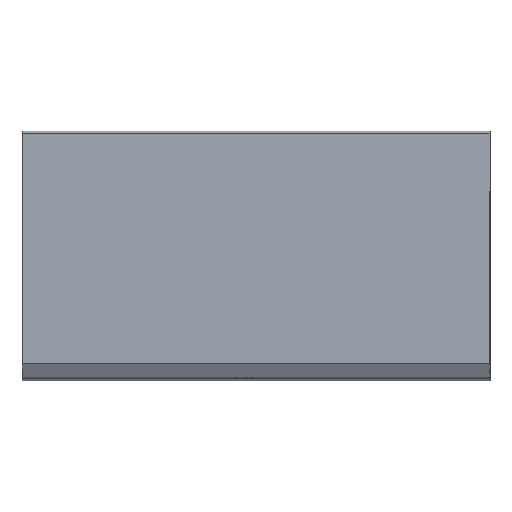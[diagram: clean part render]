
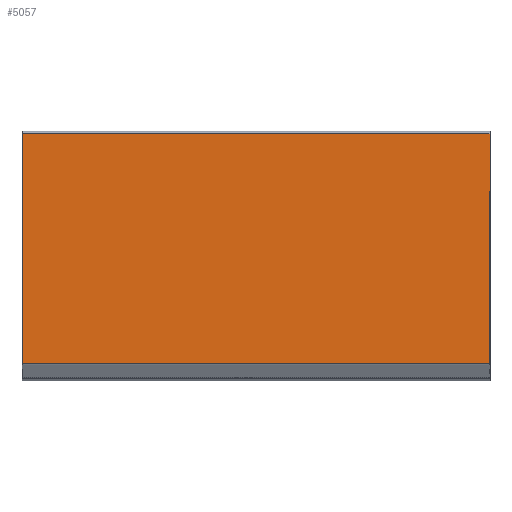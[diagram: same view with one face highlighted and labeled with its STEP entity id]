
A CAD part, top view. The second image highlights one B-rep face of the part: STEP entity #5057.
In plain terms, the highlighted planar face has unit normal (0, 0, 1).
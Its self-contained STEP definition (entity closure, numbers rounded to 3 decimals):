
#84 = LINE ( 'NONE', #1945, #1293 ) ;
#507 = CARTESIAN_POINT ( 'NONE',  ( -303., 148.225, 1.2 ) ) ;
#615 = EDGE_CURVE ( 'NONE', #3020, #5775, #1466, .T. ) ;
#762 = CARTESIAN_POINT ( 'NONE',  ( 303., 150.1, 1.2 ) ) ;
#913 = VECTOR ( 'NONE', #1866, 1000. ) ;
#974 = CARTESIAN_POINT ( 'NONE',  ( 303., -149.598, 1.2 ) ) ;
#1072 = ORIENTED_EDGE ( 'NONE', *, *, #2424, .T. ) ;
#1227 = PLANE ( 'NONE',  #4565 ) ;
#1293 = VECTOR ( 'NONE', #4209, 1000. ) ;
#1466 = LINE ( 'NONE', #3691, #913 ) ;
#1585 = DIRECTION ( 'NONE',  ( -1., 0., 0. ) ) ;
#1821 = EDGE_CURVE ( 'NONE', #4396, #3020, #2432, .T. ) ;
#1835 = FACE_OUTER_BOUND ( 'NONE', #5187, .T. ) ;
#1865 = VECTOR ( 'NONE', #3021, 1000. ) ;
#1866 = DIRECTION ( 'NONE',  ( 0., 1., 0. ) ) ;
#1945 = CARTESIAN_POINT ( 'NONE',  ( 303., 148.225, 1.2 ) ) ;
#2098 = CARTESIAN_POINT ( 'NONE',  ( -303., -149.598, 1.2 ) ) ;
#2424 = EDGE_CURVE ( 'NONE', #4028, #4396, #5523, .T. ) ;
#2432 = LINE ( 'NONE', #3426, #1865 ) ;
#2602 = ORIENTED_EDGE ( 'NONE', *, *, #1821, .T. ) ;
#2959 = CARTESIAN_POINT ( 'NONE',  ( 303., 148.225, 1.2 ) ) ;
#2997 = CARTESIAN_POINT ( 'NONE',  ( -303., -150.1, 1.2 ) ) ;
#3020 = VERTEX_POINT ( 'NONE', #974 ) ;
#3021 = DIRECTION ( 'NONE',  ( 1., 0., 0. ) ) ;
#3056 = ORIENTED_EDGE ( 'NONE', *, *, #615, .T. ) ;
#3426 = CARTESIAN_POINT ( 'NONE',  ( -303., -149.598, 1.2 ) ) ;
#3691 = CARTESIAN_POINT ( 'NONE',  ( 303., -150.1, 1.2 ) ) ;
#3878 = DIRECTION ( 'NONE',  ( 0., 0., -1. ) ) ;
#4028 = VERTEX_POINT ( 'NONE', #507 ) ;
#4209 = DIRECTION ( 'NONE',  ( -1., 0., 0. ) ) ;
#4396 = VERTEX_POINT ( 'NONE', #2098 ) ;
#4558 = ORIENTED_EDGE ( 'NONE', *, *, #5023, .T. ) ;
#4565 = AXIS2_PLACEMENT_3D ( 'NONE', #762, #3878, #1585 ) ;
#4745 = DIRECTION ( 'NONE',  ( 0., -1., 0. ) ) ;
#5023 = EDGE_CURVE ( 'NONE', #5775, #4028, #84, .T. ) ;
#5057 = ADVANCED_FACE ( 'NONE', ( #1835 ), #1227, .F. ) ;
#5175 = VECTOR ( 'NONE', #4745, 1000. ) ;
#5187 = EDGE_LOOP ( 'NONE', ( #4558, #1072, #2602, #3056 ) ) ;
#5523 = LINE ( 'NONE', #2997, #5175 ) ;
#5775 = VERTEX_POINT ( 'NONE', #2959 ) ;
